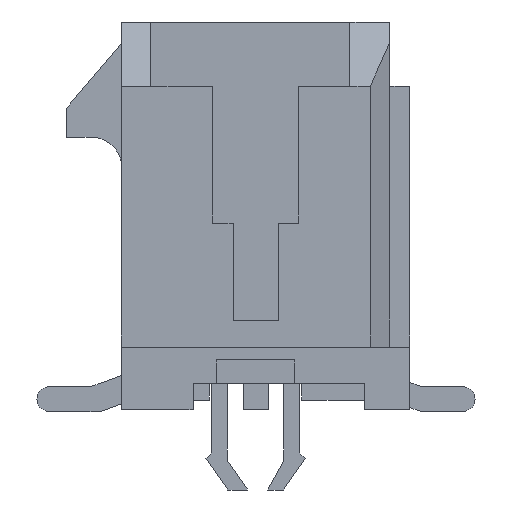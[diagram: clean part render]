
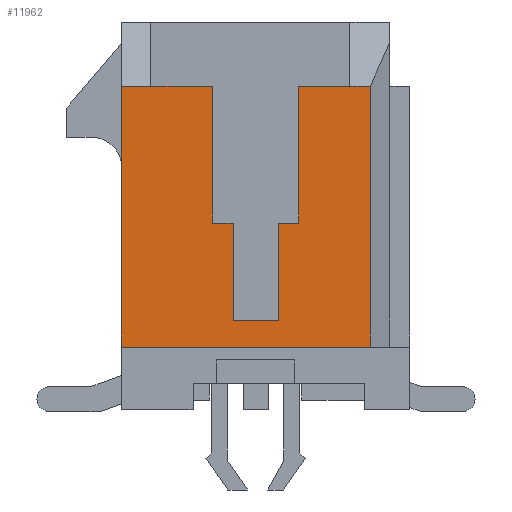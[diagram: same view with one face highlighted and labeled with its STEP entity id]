
A CAD part, left-side view. The second image highlights one B-rep face of the part: STEP entity #11962.
In plain terms, the highlighted planar face has unit normal (-1, 0, 0).
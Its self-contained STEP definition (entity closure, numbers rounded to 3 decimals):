
#1=DIRECTION('',(0.,0.,-1.));
#2=VECTOR('',#1,3.5);
#3=CARTESIAN_POINT('',(-19.825,-1.1,3.315));
#4=LINE('',#3,#2);
#5=DIRECTION('',(0.,1.,0.));
#6=VECTOR('',#5,1.31);
#7=CARTESIAN_POINT('',(-19.825,-2.41,3.315));
#8=LINE('',#7,#6);
#9=DIRECTION('',(0.,-1.,0.));
#10=VECTOR('',#9,0.52);
#11=CARTESIAN_POINT('',(-19.825,-2.41,3.315));
#12=LINE('',#11,#10);
#13=DIRECTION('',(0.,0.,-1.));
#14=VECTOR('',#13,6.67);
#15=CARTESIAN_POINT('',(-19.825,-2.93,3.315));
#16=LINE('',#15,#14);
#17=DIRECTION('',(0.,1.,0.));
#18=VECTOR('',#17,6.36);
#19=CARTESIAN_POINT('',(-19.825,-2.93,-3.355));
#20=LINE('',#19,#18);
#21=DIRECTION('',(0.,0.,1.));
#22=VECTOR('',#21,6.67);
#23=CARTESIAN_POINT('',(-19.825,3.43,-3.355));
#24=LINE('',#23,#22);
#25=DIRECTION('',(0.,-1.,0.));
#26=VECTOR('',#25,0.75);
#27=CARTESIAN_POINT('',(-19.825,3.43,3.315));
#28=LINE('',#27,#26);
#29=DIRECTION('',(0.,1.,0.));
#30=VECTOR('',#29,1.58);
#31=CARTESIAN_POINT('',(-19.825,1.1,3.315));
#32=LINE('',#31,#30);
#33=DIRECTION('',(0.,0.,-1.));
#34=VECTOR('',#33,3.5);
#35=CARTESIAN_POINT('',(-19.825,1.1,3.315));
#36=LINE('',#35,#34);
#37=DIRECTION('',(0.,1.,0.));
#38=VECTOR('',#37,0.525);
#39=CARTESIAN_POINT('',(-19.825,0.575,-0.185));
#40=LINE('',#39,#38);
#41=DIRECTION('',(0.,0.,1.));
#42=VECTOR('',#41,2.5);
#43=CARTESIAN_POINT('',(-19.825,0.575,-2.685));
#44=LINE('',#43,#42);
#45=DIRECTION('',(0.,1.,0.));
#46=VECTOR('',#45,1.15);
#47=CARTESIAN_POINT('',(-19.825,-0.575,-2.685));
#48=LINE('',#47,#46);
#49=DIRECTION('',(0.,0.,-1.));
#50=VECTOR('',#49,2.5);
#51=CARTESIAN_POINT('',(-19.825,-0.575,-0.185));
#52=LINE('',#51,#50);
#53=DIRECTION('',(0.,1.,0.));
#54=VECTOR('',#53,0.525);
#55=CARTESIAN_POINT('',(-19.825,-1.1,-0.185));
#56=LINE('',#55,#54);
#9088=CARTESIAN_POINT('',(-19.825,3.43,3.315));
#9090=VERTEX_POINT('',#9088);
#9139=CARTESIAN_POINT('',(-19.825,2.68,3.315));
#9140=VERTEX_POINT('',#9139);
#9141=CARTESIAN_POINT('',(-19.825,-2.41,3.315));
#9142=VERTEX_POINT('',#9141);
#9443=CARTESIAN_POINT('',(-19.825,-1.1,3.315));
#9444=CARTESIAN_POINT('',(-19.825,-1.1,-0.185));
#9445=VERTEX_POINT('',#9443);
#9446=VERTEX_POINT('',#9444);
#9447=CARTESIAN_POINT('',(-19.825,-0.575,-0.185));
#9448=VERTEX_POINT('',#9447);
#9449=CARTESIAN_POINT('',(-19.825,-0.575,-2.685));
#9450=VERTEX_POINT('',#9449);
#9451=CARTESIAN_POINT('',(-19.825,0.575,-2.685));
#9452=VERTEX_POINT('',#9451);
#9453=CARTESIAN_POINT('',(-19.825,0.575,-0.185));
#9454=VERTEX_POINT('',#9453);
#9455=CARTESIAN_POINT('',(-19.825,1.1,-0.185));
#9456=VERTEX_POINT('',#9455);
#9457=CARTESIAN_POINT('',(-19.825,1.1,3.315));
#9458=VERTEX_POINT('',#9457);
#10261=CARTESIAN_POINT('',(-19.825,3.43,-3.355));
#10262=VERTEX_POINT('',#10261);
#10271=CARTESIAN_POINT('',(-19.825,-2.93,3.315));
#10272=VERTEX_POINT('',#10271);
#10273=CARTESIAN_POINT('',(-19.825,-2.93,-3.355));
#10274=VERTEX_POINT('',#10273);
#11927=CARTESIAN_POINT('',(-19.825,0.,0.));
#11928=DIRECTION('',(1.,0.,0.));
#11929=DIRECTION('',(0.,0.,-1.));
#11930=AXIS2_PLACEMENT_3D('',#11927,#11928,#11929);
#11931=PLANE('',#11930);
#11933=ORIENTED_EDGE('',*,*,#11932,.F.);
#11935=ORIENTED_EDGE('',*,*,#11934,.F.);
#11937=ORIENTED_EDGE('',*,*,#11936,.T.);
#11939=ORIENTED_EDGE('',*,*,#11938,.T.);
#11941=ORIENTED_EDGE('',*,*,#11940,.T.);
#11943=ORIENTED_EDGE('',*,*,#11942,.T.);
#11945=ORIENTED_EDGE('',*,*,#11944,.T.);
#11947=ORIENTED_EDGE('',*,*,#11946,.F.);
#11949=ORIENTED_EDGE('',*,*,#11948,.T.);
#11951=ORIENTED_EDGE('',*,*,#11950,.F.);
#11953=ORIENTED_EDGE('',*,*,#11952,.F.);
#11955=ORIENTED_EDGE('',*,*,#11954,.F.);
#11957=ORIENTED_EDGE('',*,*,#11956,.F.);
#11959=ORIENTED_EDGE('',*,*,#11958,.F.);
#11960=EDGE_LOOP('',(#11933,#11935,#11937,#11939,#11941,#11943,#11945,#11947,
#11949,#11951,#11953,#11955,#11957,#11959));
#11961=FACE_OUTER_BOUND('',#11960,.F.);
#11962=ADVANCED_FACE('',(#11961),#11931,.F.);
#11932=EDGE_CURVE('',#9445,#9446,#4,.T.);
#11934=EDGE_CURVE('',#9142,#9445,#8,.T.);
#11936=EDGE_CURVE('',#9142,#10272,#12,.T.);
#11938=EDGE_CURVE('',#10272,#10274,#16,.T.);
#11940=EDGE_CURVE('',#10274,#10262,#20,.T.);
#11942=EDGE_CURVE('',#10262,#9090,#24,.T.);
#11944=EDGE_CURVE('',#9090,#9140,#28,.T.);
#11946=EDGE_CURVE('',#9458,#9140,#32,.T.);
#11948=EDGE_CURVE('',#9458,#9456,#36,.T.);
#11950=EDGE_CURVE('',#9454,#9456,#40,.T.);
#11952=EDGE_CURVE('',#9452,#9454,#44,.T.);
#11954=EDGE_CURVE('',#9450,#9452,#48,.T.);
#11956=EDGE_CURVE('',#9448,#9450,#52,.T.);
#11958=EDGE_CURVE('',#9446,#9448,#56,.T.);
